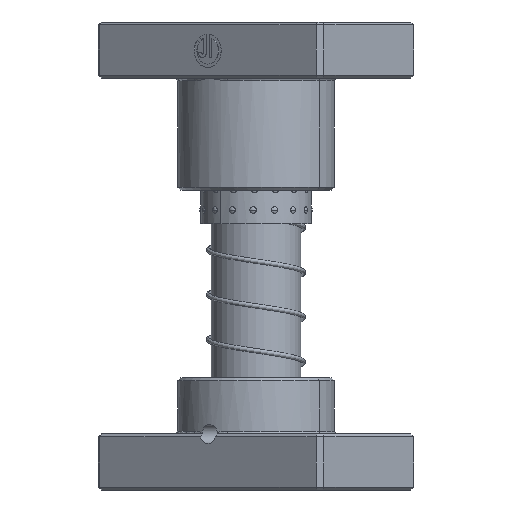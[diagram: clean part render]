
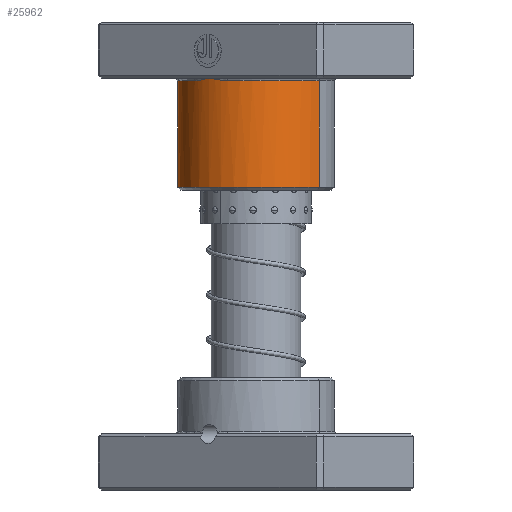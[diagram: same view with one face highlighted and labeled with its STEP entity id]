
A CAD part, front view. The second image highlights one B-rep face of the part: STEP entity #25962.
In plain terms, the highlighted cylindrical face has radius 28 mm (diameter 56 mm), a partial arc.
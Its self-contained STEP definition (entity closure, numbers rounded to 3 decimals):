
#714 = CIRCLE ( 'NONE', #32589, 28. ) ;
#2316 = CARTESIAN_POINT ( 'NONE',  ( 0., 0., 21. ) ) ;
#2639 = DIRECTION ( 'NONE',  ( 1., 0., 0. ) ) ;
#2962 = CARTESIAN_POINT ( 'NONE',  ( 28., 0., 21. ) ) ;
#3386 = CARTESIAN_POINT ( 'NONE',  ( -28., 0., 59. ) ) ;
#3463 = ORIENTED_EDGE ( 'NONE', *, *, #21126, .T. ) ;
#3496 = CIRCLE ( 'NONE', #11759, 28. ) ;
#3939 = VERTEX_POINT ( 'NONE', #13375 ) ;
#4243 = CYLINDRICAL_SURFACE ( 'NONE', #38550, 28. ) ;
#4883 = CARTESIAN_POINT ( 'NONE',  ( 0., 28., 20. ) ) ;
#5031 = DIRECTION ( 'NONE',  ( 0., 0., 1. ) ) ;
#5494 = DIRECTION ( 'NONE',  ( 1., 0., 0. ) ) ;
#6142 = CARTESIAN_POINT ( 'NONE',  ( 6.081, 27.339, 20.959 ) ) ;
#7194 = ORIENTED_EDGE ( 'NONE', *, *, #13800, .T. ) ;
#8029 = CARTESIAN_POINT ( 'NONE',  ( -2.448, 27.92, 20.472 ) ) ;
#8517 = VERTEX_POINT ( 'NONE', #35996 ) ;
#9277 = CARTESIAN_POINT ( 'NONE',  ( 28., 0., 59. ) ) ;
#9326 = CARTESIAN_POINT ( 'NONE',  ( 4.268, 27.68, 20.755 ) ) ;
#10445 = VECTOR ( 'NONE', #37899, 1000. ) ;
#10627 = EDGE_CURVE ( 'NONE', #26568, #20270, #29742, .T. ) ;
#11155 = CARTESIAN_POINT ( 'NONE',  ( -4.873, 27.58, 20.837 ) ) ;
#11759 = AXIS2_PLACEMENT_3D ( 'NONE', #23653, #5031, #26786 ) ;
#12451 = CARTESIAN_POINT ( 'NONE',  ( 2.446, 27.9, 20.46 ) ) ;
#13185 = EDGE_CURVE ( 'NONE', #25433, #26568, #25244, .T. ) ;
#13201 = VECTOR ( 'NONE', #17647, 1000. ) ;
#13375 = CARTESIAN_POINT ( 'NONE',  ( 0., 28., 20. ) ) ;
#13800 = EDGE_CURVE ( 'NONE', #26429, #3939, #24393, .T. ) ;
#14296 = CARTESIAN_POINT ( 'NONE',  ( -6.685, 27.198, 21. ) ) ;
#14486 = AXIS2_PLACEMENT_3D ( 'NONE', #39844, #21308, #2639 ) ;
#15037 = EDGE_CURVE ( 'NONE', #20270, #26429, #714, .T. ) ;
#15562 = CARTESIAN_POINT ( 'NONE',  ( 1.223, 27.975, 20.234 ) ) ;
#16418 = CARTESIAN_POINT ( 'NONE',  ( -7.289, 27.034, 21. ) ) ;
#17647 = DIRECTION ( 'NONE',  ( 0., 0., -1. ) ) ;
#17847 = DIRECTION ( 'NONE',  ( 0., 0., -1. ) ) ;
#18234 = ORIENTED_EDGE ( 'NONE', *, *, #13185, .T. ) ;
#18520 = CARTESIAN_POINT ( 'NONE',  ( 6.685, 27.198, 21. ) ) ;
#18658 = CARTESIAN_POINT ( 'NONE',  ( 0.304, 28., 20.058 ) ) ;
#19326 = CARTESIAN_POINT ( 'NONE',  ( -28., 0., 60. ) ) ;
#20270 = VERTEX_POINT ( 'NONE', #2962 ) ;
#21126 = EDGE_CURVE ( 'NONE', #3939, #23011, #25030, .T. ) ;
#21133 = EDGE_CURVE ( 'NONE', #23011, #8517, #3496, .T. ) ;
#21308 = DIRECTION ( 'NONE',  ( 0., 0., -1. ) ) ;
#23011 = VERTEX_POINT ( 'NONE', #16418 ) ;
#23653 = CARTESIAN_POINT ( 'NONE',  ( 0., 0., 21. ) ) ;
#23776 = CARTESIAN_POINT ( 'NONE',  ( 28., 0., 60. ) ) ;
#24137 = DIRECTION ( 'NONE',  ( 0., 0., 1. ) ) ;
#24393 = B_SPLINE_CURVE_WITH_KNOTS ( 'NONE', 3,
 ( #37103, #18520, #6142, #27935, #9326, #31064, #12451, #34143, #15562, #37223, #18658, #25682 ),
 .UNSPECIFIED., .F., .F.,
 ( 4, 2, 2, 2, 2, 4 ),
 ( 0., 0.002, 0.004, 0.006, 0.006, 0.007 ),
 .UNSPECIFIED. ) ;
#25030 = B_SPLINE_CURVE_WITH_KNOTS ( 'NONE', 3,
 ( #4883, #26644, #8029, #29785, #11155, #32890, #14296, #35960 ),
 .UNSPECIFIED., .F., .F.,
 ( 4, 2, 2, 4 ),
 ( 0., 0.004, 0.006, 0.007 ),
 .UNSPECIFIED. ) ;
#25244 = CIRCLE ( 'NONE', #14486, 28. ) ;
#25433 = VERTEX_POINT ( 'NONE', #3386 ) ;
#25682 = CARTESIAN_POINT ( 'NONE',  ( 0., 28., 20. ) ) ;
#25962 = ADVANCED_FACE ( 'NONE', ( #29084 ), #4243, .T. ) ;
#26391 = ORIENTED_EDGE ( 'NONE', *, *, #15037, .T. ) ;
#26429 = VERTEX_POINT ( 'NONE', #26803 ) ;
#26568 = VERTEX_POINT ( 'NONE', #9277 ) ;
#26644 = CARTESIAN_POINT ( 'NONE',  ( -1.223, 28., 20.235 ) ) ;
#26786 = DIRECTION ( 'NONE',  ( 1., 0., 0. ) ) ;
#26803 = CARTESIAN_POINT ( 'NONE',  ( 7.289, 27.034, 21. ) ) ;
#27392 = DIRECTION ( 'NONE',  ( -1., 0., 0. ) ) ;
#27935 = CARTESIAN_POINT ( 'NONE',  ( 4.873, 27.58, 20.837 ) ) ;
#29084 = FACE_OUTER_BOUND ( 'NONE', #39757, .T. ) ;
#29742 = LINE ( 'NONE', #23776, #13201 ) ;
#29778 = ORIENTED_EDGE ( 'NONE', *, *, #21133, .T. ) ;
#29785 = CARTESIAN_POINT ( 'NONE',  ( -4.268, 27.68, 20.755 ) ) ;
#30381 = CARTESIAN_POINT ( 'NONE',  ( 0., 0., 60. ) ) ;
#31064 = CARTESIAN_POINT ( 'NONE',  ( 3.054, 27.84, 20.566 ) ) ;
#31750 = ORIENTED_EDGE ( 'NONE', *, *, #36716, .F. ) ;
#32589 = AXIS2_PLACEMENT_3D ( 'NONE', #2316, #24137, #5494 ) ;
#32890 = CARTESIAN_POINT ( 'NONE',  ( -6.081, 27.339, 20.959 ) ) ;
#34143 = CARTESIAN_POINT ( 'NONE',  ( 1.529, 27.96, 20.291 ) ) ;
#34240 = LINE ( 'NONE', #19326, #10445 ) ;
#35960 = CARTESIAN_POINT ( 'NONE',  ( -7.289, 27.034, 21. ) ) ;
#35996 = CARTESIAN_POINT ( 'NONE',  ( -28., 0., 21. ) ) ;
#36716 = EDGE_CURVE ( 'NONE', #25433, #8517, #34240, .T. ) ;
#37103 = CARTESIAN_POINT ( 'NONE',  ( 7.289, 27.034, 21. ) ) ;
#37223 = CARTESIAN_POINT ( 'NONE',  ( 0.611, 27.995, 20.118 ) ) ;
#37899 = DIRECTION ( 'NONE',  ( 0., 0., -1. ) ) ;
#38550 = AXIS2_PLACEMENT_3D ( 'NONE', #30381, #17847, #27392 ) ;
#39757 = EDGE_LOOP ( 'NONE', ( #18234, #40295, #26391, #7194, #3463, #29778, #31750 ) ) ;
#39844 = CARTESIAN_POINT ( 'NONE',  ( 0., 0., 59. ) ) ;
#40295 = ORIENTED_EDGE ( 'NONE', *, *, #10627, .T. ) ;
